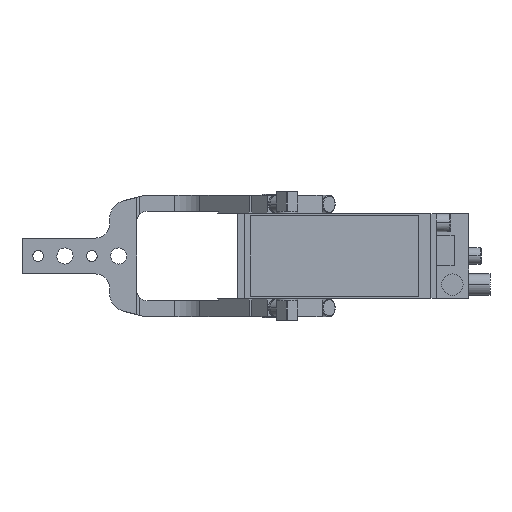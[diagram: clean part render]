
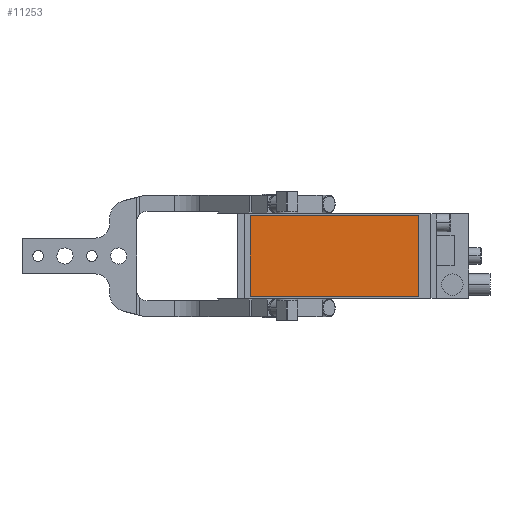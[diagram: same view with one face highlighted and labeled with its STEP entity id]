
A CAD part, left-side view. The second image highlights one B-rep face of the part: STEP entity #11253.
In plain terms, the highlighted planar face has unit normal (-1, 0, 0).
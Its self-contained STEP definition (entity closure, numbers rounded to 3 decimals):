
#11245=AXIS2_PLACEMENT_3D('Plane Axis2P3D',#11242,#11243,#11244) ;
#7107=CARTESIAN_POINT('Vertex',(-269.5,16.5,-22.5)) ;
#7114=CARTESIAN_POINT('Vertex',(-269.5,-77.5,-22.5)) ;
#7117=CARTESIAN_POINT('Line Origine',(-269.5,-30.5,-22.5)) ;
#7138=CARTESIAN_POINT('Vertex',(-269.5,-77.5,22.5)) ;
#7141=CARTESIAN_POINT('Line Origine',(-269.5,-77.5,0.)) ;
#7180=CARTESIAN_POINT('Vertex',(-269.5,16.5,22.5)) ;
#7183=CARTESIAN_POINT('Line Origine',(-269.5,-30.5,22.5)) ;
#7200=CARTESIAN_POINT('Line Origine',(-269.5,16.5,0.)) ;
#11242=CARTESIAN_POINT('Axis2P3D Location',(-269.5,0.,0.)) ;
#7118=DIRECTION('Vector Direction',(0.,-1.,0.)) ;
#7142=DIRECTION('Vector Direction',(0.,0.,1.)) ;
#7184=DIRECTION('Vector Direction',(0.,1.,0.)) ;
#7201=DIRECTION('Vector Direction',(0.,0.,-1.)) ;
#11243=DIRECTION('Axis2P3D Direction',(-1.,0.,0.)) ;
#11244=DIRECTION('Axis2P3D XDirection',(0.,-1.,0.)) ;
#7119=VECTOR('Line Direction',#7118,1.) ;
#7143=VECTOR('Line Direction',#7142,1.) ;
#7185=VECTOR('Line Direction',#7184,1.) ;
#7202=VECTOR('Line Direction',#7201,1.) ;
#11248=ORIENTED_EDGE('',*,*,#7121,.T.) ;
#11249=ORIENTED_EDGE('',*,*,#7145,.T.) ;
#11250=ORIENTED_EDGE('',*,*,#7187,.T.) ;
#11251=ORIENTED_EDGE('',*,*,#7204,.T.) ;
#11253=ADVANCED_FACE('V_V2_50_1_BR2_Z_A00_T12_TUENKERS',(#11252),#11246,.T.) ;
#7121=EDGE_CURVE('',#7108,#7115,#7120,.T.) ;
#7145=EDGE_CURVE('',#7115,#7139,#7144,.T.) ;
#7187=EDGE_CURVE('',#7139,#7181,#7186,.T.) ;
#7204=EDGE_CURVE('',#7181,#7108,#7203,.T.) ;
#11247=EDGE_LOOP('',(#11248,#11249,#11250,#11251)) ;
#11252=FACE_OUTER_BOUND('',#11247,.T.) ;
#7120=LINE('Line',#7117,#7119) ;
#7144=LINE('Line',#7141,#7143) ;
#7186=LINE('Line',#7183,#7185) ;
#7203=LINE('Line',#7200,#7202) ;
#11246=PLANE('Plane',#11245) ;
#7108=VERTEX_POINT('',#7107) ;
#7115=VERTEX_POINT('',#7114) ;
#7139=VERTEX_POINT('',#7138) ;
#7181=VERTEX_POINT('',#7180) ;
